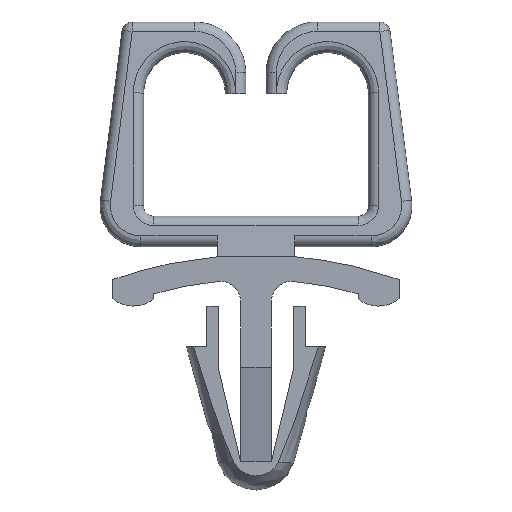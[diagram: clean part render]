
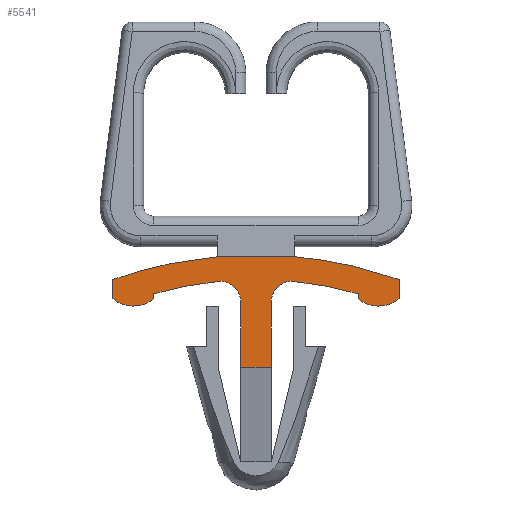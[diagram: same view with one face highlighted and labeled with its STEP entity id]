
A CAD part, front view. The second image highlights one B-rep face of the part: STEP entity #5541.
In plain terms, the highlighted free-form (B-spline) face has degree [1, 1] with [2, 2] control points.
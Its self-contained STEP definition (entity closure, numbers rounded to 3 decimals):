
#4190=CARTESIAN_POINT('',(-1.852,-2.5,-3.194));
#4191=VERTEX_POINT('',#4190);
#4192=CARTESIAN_POINT('',(-0.75,-2.5,-4.189));
#4193=VERTEX_POINT('',#4192);
#4194=CARTESIAN_POINT('',(-1.852,-2.5,-3.194));
#4195=CARTESIAN_POINT('',(-1.41,-2.5,-3.149));
#4196=CARTESIAN_POINT('',(-1.08,-2.5,-3.447));
#4197=CARTESIAN_POINT('',(-0.75,-2.5,-3.745));
#4198=CARTESIAN_POINT('',(-0.75,-2.5,-4.189));
#4206=(BOUNDED_CURVE()B_SPLINE_CURVE(2,(#4194,#4195,#4196,#4197,#4198),.UNSPECIFIED.,.F.,.U.)B_SPLINE_CURVE_WITH_KNOTS((3,2,3),(0.0,0.5,1.0),.UNSPECIFIED.)CURVE()GEOMETRIC_REPRESENTATION_ITEM()RATIONAL_B_SPLINE_CURVE((1.0,0.914,1.0,0.914,1.0))REPRESENTATION_ITEM(''));
#4207=EDGE_CURVE('',#4191,#4193,#4206,.T.);
#4255=CARTESIAN_POINT('',(0.75,-2.5,-4.189));
#4256=VERTEX_POINT('',#4255);
#4257=CARTESIAN_POINT('',(1.852,-2.5,-3.194));
#4258=VERTEX_POINT('',#4257);
#4259=CARTESIAN_POINT('',(0.75,-2.5,-4.189));
#4260=CARTESIAN_POINT('',(0.75,-2.5,-3.745));
#4261=CARTESIAN_POINT('',(1.08,-2.5,-3.447));
#4262=CARTESIAN_POINT('',(1.41,-2.5,-3.149));
#4263=CARTESIAN_POINT('',(1.852,-2.5,-3.194));
#4271=(BOUNDED_CURVE()B_SPLINE_CURVE(2,(#4259,#4260,#4261,#4262,#4263),.UNSPECIFIED.,.F.,.U.)B_SPLINE_CURVE_WITH_KNOTS((3,2,3),(0.0,0.5,1.0),.UNSPECIFIED.)CURVE()GEOMETRIC_REPRESENTATION_ITEM()RATIONAL_B_SPLINE_CURVE((1.0,0.914,1.0,0.914,1.0))REPRESENTATION_ITEM(''));
#4272=EDGE_CURVE('',#4256,#4258,#4271,.T.);
#4433=CARTESIAN_POINT('',(1.9,-2.5,-1.986));
#4434=VERTEX_POINT('',#4433);
#4435=CARTESIAN_POINT('',(-1.9,-2.5,-1.986));
#4436=VERTEX_POINT('',#4435);
#4437=CARTESIAN_POINT('',(1.9,-2.5,-1.986));
#4438=CARTESIAN_POINT('',(-1.9,-2.5,-1.986));
#4439=QUASI_UNIFORM_CURVE('',1,(#4437,#4438),.UNSPECIFIED.,.F.,.U.);
#4440=EDGE_CURVE('',#4434,#4436,#4439,.T.);
#4463=CARTESIAN_POINT('',(7.,-2.5,-4.05));
#4464=VERTEX_POINT('',#4463);
#4465=CARTESIAN_POINT('',(7.,-2.5,-3.1));
#4466=VERTEX_POINT('',#4465);
#4467=CARTESIAN_POINT('',(7.,-2.5,-4.05));
#4468=CARTESIAN_POINT('',(7.,-2.5,-3.1));
#4469=QUASI_UNIFORM_CURVE('',1,(#4467,#4468),.UNSPECIFIED.,.F.,.U.);
#4470=EDGE_CURVE('',#4464,#4466,#4469,.T.);
#4508=CARTESIAN_POINT('',(5.,-2.5,-4.05));
#4509=VERTEX_POINT('',#4508);
#4510=CARTESIAN_POINT('',(5.,-2.5,-4.05));
#4511=CARTESIAN_POINT('',(6.,-2.5,-4.847));
#4512=CARTESIAN_POINT('',(7.,-2.5,-4.05));
#4520=(BOUNDED_CURVE()B_SPLINE_CURVE(2,(#4510,#4511,#4512),.UNSPECIFIED.,.F.,.U.)CURVE()GEOMETRIC_REPRESENTATION_ITEM()QUASI_UNIFORM_CURVE()RATIONAL_B_SPLINE_CURVE((1.0,0.782,1.0))REPRESENTATION_ITEM(''));
#4521=EDGE_CURVE('',#4509,#4464,#4520,.T.);
#4552=CARTESIAN_POINT('',(5.,-2.5,-3.8));
#4553=VERTEX_POINT('',#4552);
#4554=CARTESIAN_POINT('',(5.,-2.5,-3.8));
#4555=CARTESIAN_POINT('',(5.,-2.5,-4.05));
#4556=QUASI_UNIFORM_CURVE('',1,(#4554,#4555),.UNSPECIFIED.,.F.,.U.);
#4557=EDGE_CURVE('',#4553,#4509,#4556,.T.);
#4605=CARTESIAN_POINT('',(-5.,-2.5,-3.8));
#4606=VERTEX_POINT('',#4605);
#4607=CARTESIAN_POINT('',(-1.852,-2.5,-3.194));
#4608=CARTESIAN_POINT('',(-3.453,-2.5,-3.358));
#4609=CARTESIAN_POINT('',(-5.,-2.5,-3.8));
#4617=(BOUNDED_CURVE()B_SPLINE_CURVE(2,(#4607,#4608,#4609),.UNSPECIFIED.,.F.,.U.)CURVE()GEOMETRIC_REPRESENTATION_ITEM()QUASI_UNIFORM_CURVE()RATIONAL_B_SPLINE_CURVE((1.0,0.996,1.0))REPRESENTATION_ITEM(''));
#4618=EDGE_CURVE('',#4191,#4606,#4617,.T.);
#4633=CARTESIAN_POINT('',(-5.,-2.5,-4.05));
#4634=VERTEX_POINT('',#4633);
#4635=CARTESIAN_POINT('',(-5.,-2.5,-4.05));
#4636=CARTESIAN_POINT('',(-5.,-2.5,-3.8));
#4637=QUASI_UNIFORM_CURVE('',1,(#4635,#4636),.UNSPECIFIED.,.F.,.U.);
#4638=EDGE_CURVE('',#4634,#4606,#4637,.T.);
#4670=CARTESIAN_POINT('',(-7.,-2.5,-4.05));
#4671=VERTEX_POINT('',#4670);
#4672=CARTESIAN_POINT('',(-7.,-2.5,-4.05));
#4673=CARTESIAN_POINT('',(-6.,-2.5,-4.847));
#4674=CARTESIAN_POINT('',(-5.,-2.5,-4.05));
#4682=(BOUNDED_CURVE()B_SPLINE_CURVE(2,(#4672,#4673,#4674),.UNSPECIFIED.,.F.,.U.)CURVE()GEOMETRIC_REPRESENTATION_ITEM()QUASI_UNIFORM_CURVE()RATIONAL_B_SPLINE_CURVE((1.0,0.782,1.0))REPRESENTATION_ITEM(''));
#4683=EDGE_CURVE('',#4671,#4634,#4682,.T.);
#4714=CARTESIAN_POINT('',(-7.,-2.5,-3.1));
#4715=VERTEX_POINT('',#4714);
#4716=CARTESIAN_POINT('',(-7.,-2.5,-3.1));
#4717=CARTESIAN_POINT('',(-7.,-2.5,-4.05));
#4718=QUASI_UNIFORM_CURVE('',1,(#4716,#4717),.UNSPECIFIED.,.F.,.U.);
#4719=EDGE_CURVE('',#4715,#4671,#4718,.T.);
#4751=CARTESIAN_POINT('',(-1.9,-2.5,-1.986));
#4752=CARTESIAN_POINT('',(-4.52,-2.5,-2.224));
#4753=CARTESIAN_POINT('',(-7.,-2.5,-3.1));
#4761=(BOUNDED_CURVE()B_SPLINE_CURVE(2,(#4751,#4752,#4753),.UNSPECIFIED.,.F.,.U.)CURVE()GEOMETRIC_REPRESENTATION_ITEM()QUASI_UNIFORM_CURVE()RATIONAL_B_SPLINE_CURVE((1.0,0.992,1.0))REPRESENTATION_ITEM(''));
#4762=EDGE_CURVE('',#4436,#4715,#4761,.T.);
#4802=CARTESIAN_POINT('',(5.,-2.5,-3.8));
#4803=CARTESIAN_POINT('',(3.453,-2.5,-3.358));
#4804=CARTESIAN_POINT('',(1.852,-2.5,-3.194));
#4812=(BOUNDED_CURVE()B_SPLINE_CURVE(2,(#4802,#4803,#4804),.UNSPECIFIED.,.F.,.U.)CURVE()GEOMETRIC_REPRESENTATION_ITEM()QUASI_UNIFORM_CURVE()RATIONAL_B_SPLINE_CURVE((1.0,0.996,1.0))REPRESENTATION_ITEM(''));
#4813=EDGE_CURVE('',#4553,#4258,#4812,.T.);
#4838=CARTESIAN_POINT('',(-0.75,-2.5,-7.4));
#4839=VERTEX_POINT('',#4838);
#4840=CARTESIAN_POINT('',(-0.75,-2.5,-7.4));
#4841=CARTESIAN_POINT('',(-0.75,-2.5,-4.189));
#4842=QUASI_UNIFORM_CURVE('',1,(#4840,#4841),.UNSPECIFIED.,.F.,.U.);
#4843=EDGE_CURVE('',#4839,#4193,#4842,.T.);
#4944=CARTESIAN_POINT('',(0.75,-2.5,-7.4));
#4945=VERTEX_POINT('',#4944);
#4951=CARTESIAN_POINT('',(-0.75,-2.5,-7.4));
#4952=CARTESIAN_POINT('',(0.75,-2.5,-7.4));
#4953=QUASI_UNIFORM_CURVE('',1,(#4951,#4952),.UNSPECIFIED.,.F.,.U.);
#4954=EDGE_CURVE('',#4839,#4945,#4953,.T.);
#5495=CARTESIAN_POINT('',(0.75,-2.5,-7.4));
#5496=CARTESIAN_POINT('',(0.75,-2.5,-4.189));
#5497=QUASI_UNIFORM_CURVE('',1,(#5495,#5496),.UNSPECIFIED.,.F.,.U.);
#5498=EDGE_CURVE('',#4945,#4256,#5497,.T.);
#5506=CARTESIAN_POINT('',(-7.699,-2.5,-7.67));
#5507=CARTESIAN_POINT('',(-7.699,-2.5,-1.716));
#5508=CARTESIAN_POINT('',(7.699,-2.5,-7.67));
#5509=CARTESIAN_POINT('',(7.699,-2.5,-1.716));
#5510=B_SPLINE_SURFACE_WITH_KNOTS('',1,1,((#5506,#5508),(#5507,#5509)),.UNSPECIFIED.,.F.,.F.,.U.,(2,2),(2,2),(0.0,5.955),(0.0,15.399),.UNSPECIFIED.);
#5511=ORIENTED_EDGE('',*,*,#4440,.T.);
#5512=ORIENTED_EDGE('',*,*,#4762,.T.);
#5513=ORIENTED_EDGE('',*,*,#4719,.T.);
#5514=ORIENTED_EDGE('',*,*,#4683,.T.);
#5515=ORIENTED_EDGE('',*,*,#4638,.T.);
#5516=ORIENTED_EDGE('',*,*,#4618,.F.);
#5517=ORIENTED_EDGE('',*,*,#4207,.T.);
#5518=ORIENTED_EDGE('',*,*,#4843,.F.);
#5519=ORIENTED_EDGE('',*,*,#4954,.T.);
#5520=ORIENTED_EDGE('',*,*,#5498,.T.);
#5521=ORIENTED_EDGE('',*,*,#4272,.T.);
#5522=ORIENTED_EDGE('',*,*,#4813,.F.);
#5523=ORIENTED_EDGE('',*,*,#4557,.T.);
#5524=ORIENTED_EDGE('',*,*,#4521,.T.);
#5525=ORIENTED_EDGE('',*,*,#4470,.T.);
#5526=CARTESIAN_POINT('',(7.,-2.5,-3.1));
#5527=CARTESIAN_POINT('',(4.52,-2.5,-2.224));
#5528=CARTESIAN_POINT('',(1.9,-2.5,-1.986));
#5536=(BOUNDED_CURVE()B_SPLINE_CURVE(2,(#5526,#5527,#5528),.UNSPECIFIED.,.F.,.U.)CURVE()GEOMETRIC_REPRESENTATION_ITEM()QUASI_UNIFORM_CURVE()RATIONAL_B_SPLINE_CURVE((1.0,0.992,1.0))REPRESENTATION_ITEM(''));
#5537=EDGE_CURVE('',#4466,#4434,#5536,.T.);
#5538=ORIENTED_EDGE('',*,*,#5537,.T.);
#5539=EDGE_LOOP('',(#5511,#5512,#5513,#5514,#5515,#5516,#5517,#5518,#5519,#5520,#5521,#5522,#5523,#5524,#5525,#5538));
#5540=FACE_OUTER_BOUND('',#5539,.T.);
#5541=ADVANCED_FACE('',(#5540),#5510,.F.);
